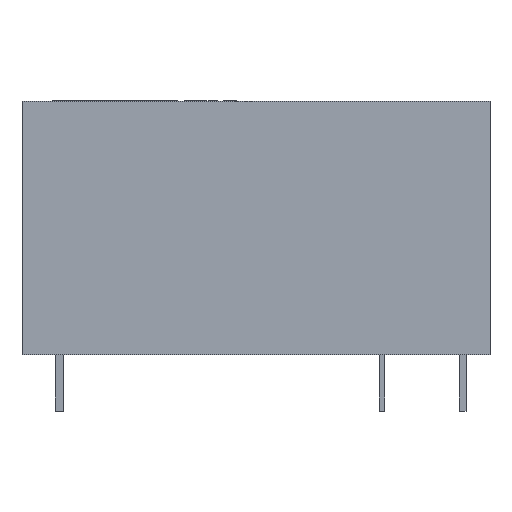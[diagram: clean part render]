
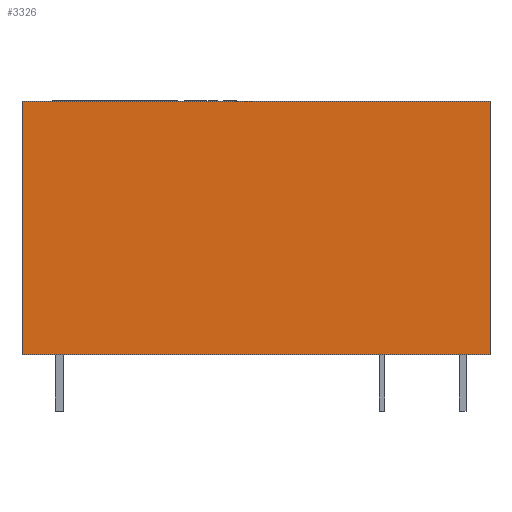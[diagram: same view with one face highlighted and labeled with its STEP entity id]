
A CAD part, top view. The second image highlights one B-rep face of the part: STEP entity #3326.
In plain terms, the highlighted planar face has unit normal (0, 0, 1).
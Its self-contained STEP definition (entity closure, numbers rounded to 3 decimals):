
#634 = LINE ( 'NONE', #3596, #8562 ) ;
#1075 = VERTEX_POINT ( 'NONE', #8131 ) ;
#1827 = CARTESIAN_POINT ( 'NONE',  ( 14.5, 7.85, 6.35 ) ) ;
#3003 = LINE ( 'NONE', #12051, #13115 ) ;
#3326 = ADVANCED_FACE ( 'NONE', ( #6375 ), #5948, .T. ) ;
#3596 = CARTESIAN_POINT ( 'NONE',  ( 0., 15.7, 6.35 ) ) ;
#3904 = DIRECTION ( 'NONE',  ( 1., 0., 0. ) ) ;
#4112 = EDGE_CURVE ( 'NONE', #13113, #9505, #3003, .T. ) ;
#4516 = AXIS2_PLACEMENT_3D ( 'NONE', #6899, #6610, #3904 ) ;
#4852 = LINE ( 'NONE', #1827, #7558 ) ;
#4898 = EDGE_CURVE ( 'NONE', #8482, #1075, #4852, .T. ) ;
#5614 = ORIENTED_EDGE ( 'NONE', *, *, #8189, .T. ) ;
#5948 = PLANE ( 'NONE',  #4516 ) ;
#6000 = DIRECTION ( 'NONE',  ( 0., -1., 0. ) ) ;
#6375 = FACE_OUTER_BOUND ( 'NONE', #11393, .T. ) ;
#6610 = DIRECTION ( 'NONE',  ( 0., 0., 1. ) ) ;
#6899 = CARTESIAN_POINT ( 'NONE',  ( 0., 7.85, 6.35 ) ) ;
#6967 = DIRECTION ( 'NONE',  ( 0., 1., 0. ) ) ;
#7148 = ORIENTED_EDGE ( 'NONE', *, *, #4112, .T. ) ;
#7457 = CARTESIAN_POINT ( 'NONE',  ( -14.5, 0., 6.35 ) ) ;
#7558 = VECTOR ( 'NONE', #6967, 1000. ) ;
#8131 = CARTESIAN_POINT ( 'NONE',  ( 14.5, 15.7, 6.35 ) ) ;
#8167 = CARTESIAN_POINT ( 'NONE',  ( 0., 0., 6.35 ) ) ;
#8189 = EDGE_CURVE ( 'NONE', #9505, #8482, #12317, .T. ) ;
#8286 = CARTESIAN_POINT ( 'NONE',  ( 14.5, 0., 6.35 ) ) ;
#8347 = DIRECTION ( 'NONE',  ( 1., 0., 0. ) ) ;
#8482 = VERTEX_POINT ( 'NONE', #8286 ) ;
#8562 = VECTOR ( 'NONE', #12560, 1000. ) ;
#9450 = CARTESIAN_POINT ( 'NONE',  ( -14.5, 15.7, 6.35 ) ) ;
#9505 = VERTEX_POINT ( 'NONE', #7457 ) ;
#9917 = ORIENTED_EDGE ( 'NONE', *, *, #10012, .T. ) ;
#10012 = EDGE_CURVE ( 'NONE', #1075, #13113, #634, .T. ) ;
#10887 = ORIENTED_EDGE ( 'NONE', *, *, #4898, .T. ) ;
#11203 = VECTOR ( 'NONE', #8347, 1000. ) ;
#11393 = EDGE_LOOP ( 'NONE', ( #7148, #5614, #10887, #9917 ) ) ;
#12051 = CARTESIAN_POINT ( 'NONE',  ( -14.5, 7.85, 6.35 ) ) ;
#12317 = LINE ( 'NONE', #8167, #11203 ) ;
#12560 = DIRECTION ( 'NONE',  ( -1., 0., 0. ) ) ;
#13113 = VERTEX_POINT ( 'NONE', #9450 ) ;
#13115 = VECTOR ( 'NONE', #6000, 1000. ) ;
